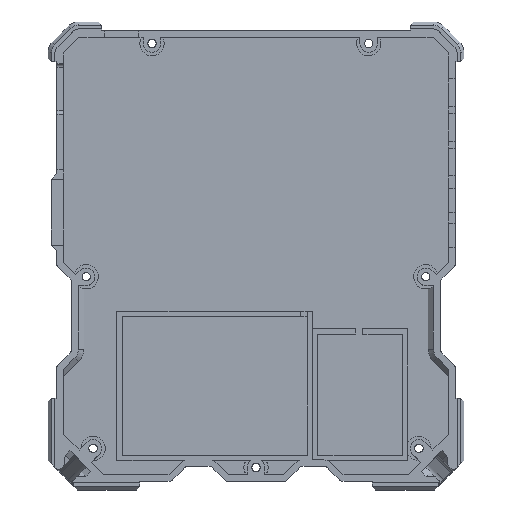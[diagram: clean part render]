
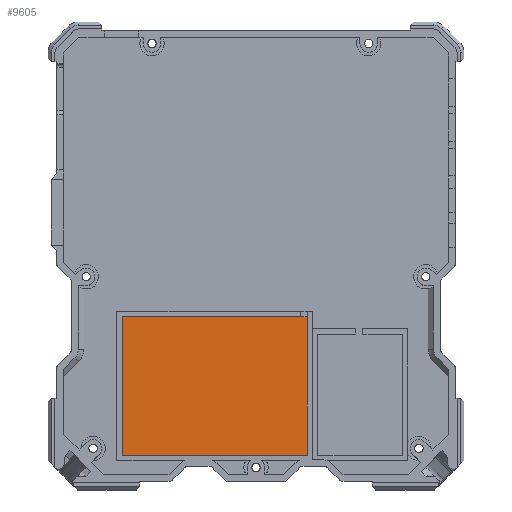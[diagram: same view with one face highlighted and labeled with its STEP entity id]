
A CAD part, top view. The second image highlights one B-rep face of the part: STEP entity #9605.
In plain terms, the highlighted planar face has unit normal (0, 0, 1).
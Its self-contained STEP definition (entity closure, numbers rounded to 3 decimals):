
#4936 = EDGE_CURVE('',#4937,#4939,#4941,.T.);
#4937 = VERTEX_POINT('',#4938);
#4938 = CARTESIAN_POINT('',(14.84,-17.5,1.5));
#4939 = VERTEX_POINT('',#4940);
#4940 = CARTESIAN_POINT('',(-38.66,-17.5,1.5));
#4941 = LINE('',#4942,#4943);
#4942 = CARTESIAN_POINT('',(6.42,-17.5,1.5));
#4943 = VECTOR('',#4944,1.);
#4944 = DIRECTION('',(-1.,0.,0.));
#4976 = EDGE_CURVE('',#4939,#4977,#4979,.T.);
#4977 = VERTEX_POINT('',#4978);
#4978 = CARTESIAN_POINT('',(-38.66,-57.5,1.5));
#4979 = LINE('',#4980,#4981);
#4980 = CARTESIAN_POINT('',(-38.66,-30.482,1.5));
#4981 = VECTOR('',#4982,1.);
#4982 = DIRECTION('',(0.,-1.,0.));
#5000 = EDGE_CURVE('',#5001,#5003,#5005,.T.);
#5001 = VERTEX_POINT('',#5002);
#5002 = CARTESIAN_POINT('',(0.,-57.5,1.5));
#5003 = VERTEX_POINT('',#5004);
#5004 = CARTESIAN_POINT('',(14.84,-57.5,1.5));
#5005 = LINE('',#5006,#5007);
#5006 = CARTESIAN_POINT('',(7.42,-57.5,1.5));
#5007 = VECTOR('',#5008,1.);
#5008 = DIRECTION('',(1.,0.,0.));
#5018 = EDGE_CURVE('',#4977,#5001,#5019,.T.);
#5019 = LINE('',#5020,#5021);
#5020 = CARTESIAN_POINT('',(7.42,-57.5,1.5));
#5021 = VECTOR('',#5022,1.);
#5022 = DIRECTION('',(1.,0.,0.));
#5033 = EDGE_CURVE('',#5003,#4937,#5034,.T.);
#5034 = LINE('',#5035,#5036);
#5035 = CARTESIAN_POINT('',(14.84,-9.732,1.5));
#5036 = VECTOR('',#5037,1.);
#5037 = DIRECTION('',(0.,1.,0.));
#9605 = ADVANCED_FACE('',(#9606),#9613,.T.);
#9606 = FACE_BOUND('',#9607,.T.);
#9607 = EDGE_LOOP('',(#9608,#9609,#9610,#9611,#9612));
#9608 = ORIENTED_EDGE('',*,*,#4976,.T.);
#9609 = ORIENTED_EDGE('',*,*,#5018,.T.);
#9610 = ORIENTED_EDGE('',*,*,#5000,.T.);
#9611 = ORIENTED_EDGE('',*,*,#5033,.T.);
#9612 = ORIENTED_EDGE('',*,*,#4936,.T.);
#9613 = PLANE('',#9614);
#9614 = AXIS2_PLACEMENT_3D('',#9615,#9616,#9617);
#9615 = CARTESIAN_POINT('',(0.,-3.464,1.5));
#9616 = DIRECTION('',(0.,0.,1.));
#9617 = DIRECTION('',(1.,0.,0.));
